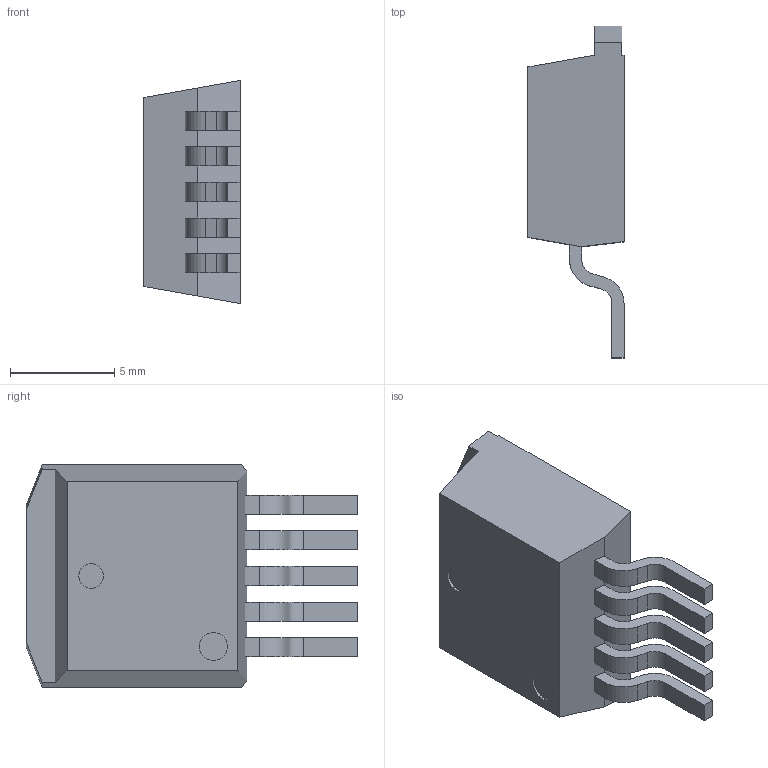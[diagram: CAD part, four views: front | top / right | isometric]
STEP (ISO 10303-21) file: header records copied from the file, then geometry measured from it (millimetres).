
FILE_DESCRIPTION (( 'STEP AP214' ), '1' );
FILE_NAME ('TO-263-5.STEP', '2017-06-01T08:51:18', ( '' ), ( '' ), 'SwSTEP 2.0', 'SolidWorks 2017', '' );
FILE_SCHEMA (( 'AUTOMOTIVE_DESIGN' ));
Length unit declared in the file: millimetre
Products named in the file (1): TO-263-5
Bounding box: 4.6 x 15.88 x 10.67 mm (x, y, z)
Volume: 428 mm3; surface area: 469.8 mm2
Topology: 1 solids, 1 shells, 92 faces, 254 edges, 166 vertices
Faces by surface type: plane 68, cylinder 24
Entity records: 3952 total; most frequent: CARTESIAN_POINT 513, ORIENTED_EDGE 508, DIRECTION 488, EDGE_CURVE 254, LINE 206, VECTOR 206, VERTEX_POINT 166, AXIS2_PLACEMENT_3D 141
